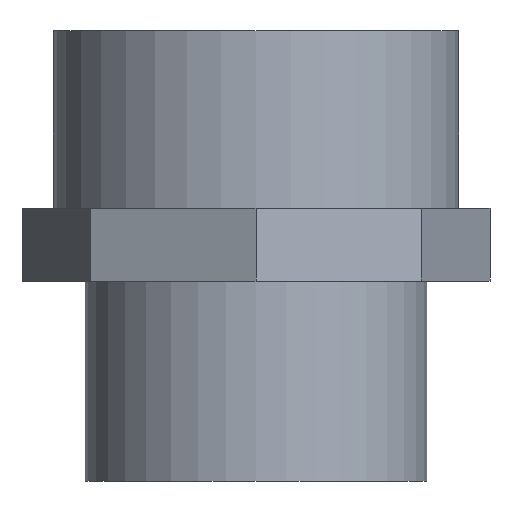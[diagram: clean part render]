
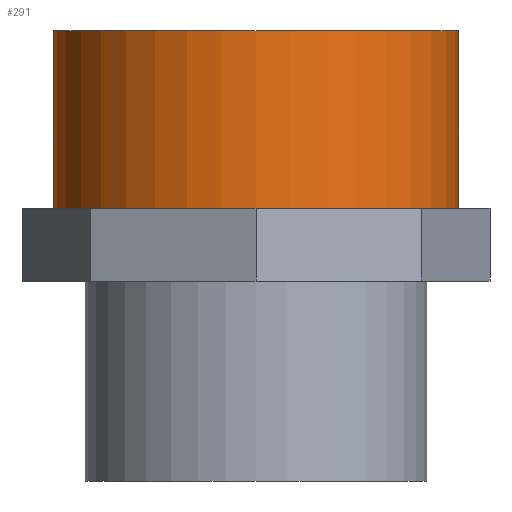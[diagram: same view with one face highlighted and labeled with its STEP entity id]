
A CAD part, front view. The second image highlights one B-rep face of the part: STEP entity #291.
In plain terms, the highlighted cylindrical face has radius 44.5 mm (diameter 89 mm), a full revolution.
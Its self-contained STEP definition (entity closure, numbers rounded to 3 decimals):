
#15=CYLINDRICAL_SURFACE($,#317,44.5);
#23=FACE_BOUND($,#76,.T.);
#32=CIRCLE($,#302,44.5);
#36=CIRCLE($,#318,44.5);
#54=FACE_OUTER_BOUND($,#75,.T.);
#75=EDGE_LOOP($,(#251));
#76=EDGE_LOOP($,(#252));
#145=VERTEX_POINT($,#432);
#157=VERTEX_POINT($,#476);
#171=EDGE_CURVE($,#145,#145,#32,.T.);
#191=EDGE_CURVE($,#157,#157,#36,.T.);
#251=ORIENTED_EDGE($,*,*,#171,.T.);
#252=ORIENTED_EDGE($,*,*,#191,.F.);
#291=ADVANCED_FACE($,(#54,#23),#15,.T.);
#302=AXIS2_PLACEMENT_3D($,#433,#342,#343);
#317=AXIS2_PLACEMENT_3D($,#475,#388,#389);
#318=AXIS2_PLACEMENT_3D($,#477,#390,#391);
#342=DIRECTION('center_axis',(0.,0.,1.));
#343=DIRECTION('ref_axis',(0.,-1.,0.));
#388=DIRECTION('center_axis',(0.,0.,1.));
#389=DIRECTION('ref_axis',(0.,-1.,0.));
#390=DIRECTION('center_axis',(0.,0.,1.));
#391=DIRECTION('ref_axis',(0.,-1.,0.));
#432=CARTESIAN_POINT('',(0.,44.5,60.));
#433=CARTESIAN_POINT('Origin',(0.,0.,60.));
#475=CARTESIAN_POINT('Origin',(0.,0.,71.5));
#476=CARTESIAN_POINT('',(0.,-44.5,99.));
#477=CARTESIAN_POINT('Origin',(0.,0.,99.));
